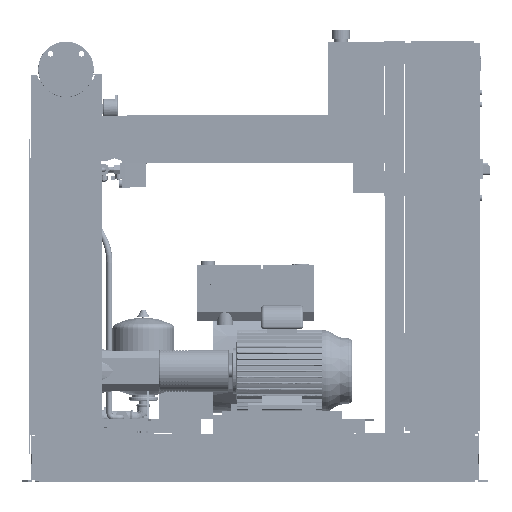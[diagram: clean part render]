
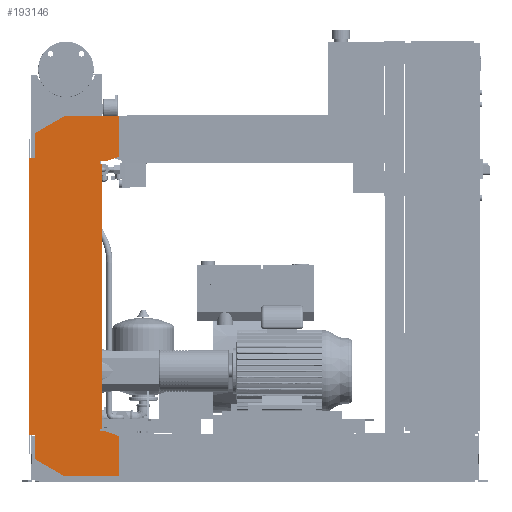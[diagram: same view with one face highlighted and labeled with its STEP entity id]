
A CAD part, front view. The second image highlights one B-rep face of the part: STEP entity #193146.
In plain terms, the highlighted free-form (B-spline) face has degree [1, 1] with [2, 2] control points.
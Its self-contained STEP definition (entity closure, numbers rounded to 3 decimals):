
#192631=CARTESIAN_POINT('',(-102.0,-565.5,1076.0));
#192632=VERTEX_POINT('',#192631);
#192639=CARTESIAN_POINT('',(-102.0,-565.5,1158.574));
#192640=VERTEX_POINT('',#192639);
#192641=CARTESIAN_POINT('',(-102.0,-565.5,1076.0));
#192642=DIRECTION('',(0.0,0.0,1.0));
#192643=VECTOR('',#192642,82.574);
#192644=LINE('',#192641,#192643);
#192645=EDGE_CURVE('',#192632,#192640,#192644,.T.);
#192663=CARTESIAN_POINT('',(-6.,-565.5,1214.0));
#192664=VERTEX_POINT('',#192663);
#192665=CARTESIAN_POINT('',(-102.0,-565.5,1158.574));
#192666=DIRECTION('',(0.866,0.0,0.5));
#192667=VECTOR('',#192666,110.851);
#192668=LINE('',#192665,#192667);
#192669=EDGE_CURVE('',#192640,#192664,#192668,.T.);
#192687=CARTESIAN_POINT('',(177.0,-565.5,1214.0));
#192688=VERTEX_POINT('',#192687);
#192689=CARTESIAN_POINT('',(-6.,-565.5,1214.0));
#192690=DIRECTION('',(1.0,0.0,0.0));
#192691=VECTOR('',#192690,183.0);
#192692=LINE('',#192689,#192691);
#192693=EDGE_CURVE('',#192664,#192688,#192692,.T.);
#192711=CARTESIAN_POINT('',(177.0,-565.5,1080.379));
#192712=VERTEX_POINT('',#192711);
#192713=CARTESIAN_POINT('',(177.0,-565.5,1214.0));
#192714=DIRECTION('',(0.0,0.0,-1.0));
#192715=VECTOR('',#192714,133.621);
#192716=LINE('',#192713,#192715);
#192717=EDGE_CURVE('',#192688,#192712,#192716,.T.);
#192735=CARTESIAN_POINT('',(132.,-565.5,1064.0));
#192736=VERTEX_POINT('',#192735);
#192737=CARTESIAN_POINT('',(177.0,-565.5,1080.379));
#192738=DIRECTION('',(-0.94,0.0,-0.342));
#192739=VECTOR('',#192738,47.888);
#192740=LINE('',#192737,#192739);
#192741=EDGE_CURVE('',#192712,#192736,#192740,.T.);
#192759=CARTESIAN_POINT('',(112.0,-565.5,1064.0));
#192760=VERTEX_POINT('',#192759);
#192761=CARTESIAN_POINT('',(132.,-565.5,1064.0));
#192762=DIRECTION('',(-1.0,0.0,0.0));
#192763=VECTOR('',#192762,20.);
#192764=LINE('',#192761,#192763);
#192765=EDGE_CURVE('',#192736,#192760,#192764,.T.);
#192783=CARTESIAN_POINT('',(112.0,-565.5,1056.0));
#192784=VERTEX_POINT('',#192783);
#192785=CARTESIAN_POINT('',(112.0,-565.5,1064.0));
#192786=DIRECTION('',(0.0,0.0,-1.0));
#192787=VECTOR('',#192786,8.0);
#192788=LINE('',#192785,#192787);
#192789=EDGE_CURVE('',#192760,#192784,#192788,.T.);
#192807=CARTESIAN_POINT('',(120.,-565.5,1056.0));
#192808=VERTEX_POINT('',#192807);
#192809=CARTESIAN_POINT('',(112.0,-565.5,1056.0));
#192810=DIRECTION('',(1.0,0.0,0.0));
#192811=VECTOR('',#192810,8.);
#192812=LINE('',#192809,#192811);
#192813=EDGE_CURVE('',#192784,#192808,#192812,.T.);
#192831=CARTESIAN_POINT('',(120.,-565.5,176.));
#192832=VERTEX_POINT('',#192831);
#192843=CARTESIAN_POINT('',(120.,-565.5,1056.0));
#192844=DIRECTION('',(0.0,0.0,-1.0));
#192845=VECTOR('',#192844,880.);
#192846=LINE('',#192843,#192845);
#192847=EDGE_CURVE('',#192808,#192832,#192846,.T.);
#192861=CARTESIAN_POINT('',(112.,-565.5,176.));
#192862=VERTEX_POINT('',#192861);
#192863=CARTESIAN_POINT('',(120.,-565.5,176.));
#192864=DIRECTION('',(-1.0,0.0,0.0));
#192865=VECTOR('',#192864,8.);
#192866=LINE('',#192863,#192865);
#192867=EDGE_CURVE('',#192832,#192862,#192866,.T.);
#192885=CARTESIAN_POINT('',(112.,-565.5,168.));
#192886=VERTEX_POINT('',#192885);
#192887=CARTESIAN_POINT('',(112.,-565.5,176.));
#192888=DIRECTION('',(0.0,0.0,-1.0));
#192889=VECTOR('',#192888,8.0);
#192890=LINE('',#192887,#192889);
#192891=EDGE_CURVE('',#192862,#192886,#192890,.T.);
#192909=CARTESIAN_POINT('',(132.,-565.5,168.));
#192910=VERTEX_POINT('',#192909);
#192911=CARTESIAN_POINT('',(112.,-565.5,168.));
#192912=DIRECTION('',(1.0,0.0,0.0));
#192913=VECTOR('',#192912,20.0);
#192914=LINE('',#192911,#192913);
#192915=EDGE_CURVE('',#192886,#192910,#192914,.T.);
#192933=CARTESIAN_POINT('',(177.,-565.5,151.621));
#192934=VERTEX_POINT('',#192933);
#192935=CARTESIAN_POINT('',(132.,-565.5,168.));
#192936=DIRECTION('',(0.94,0.0,-0.342));
#192937=VECTOR('',#192936,47.888);
#192938=LINE('',#192935,#192937);
#192939=EDGE_CURVE('',#192910,#192934,#192938,.T.);
#192957=CARTESIAN_POINT('',(177.,-565.5,18.0));
#192958=VERTEX_POINT('',#192957);
#192959=CARTESIAN_POINT('',(177.,-565.5,151.621));
#192960=DIRECTION('',(0.0,0.0,-1.0));
#192961=VECTOR('',#192960,133.621);
#192962=LINE('',#192959,#192961);
#192963=EDGE_CURVE('',#192934,#192958,#192962,.T.);
#192981=CARTESIAN_POINT('',(-4.,-565.5,18.0));
#192982=VERTEX_POINT('',#192981);
#192983=CARTESIAN_POINT('',(177.,-565.5,18.0));
#192984=DIRECTION('',(-1.0,0.0,0.0));
#192985=VECTOR('',#192984,181.);
#192986=LINE('',#192983,#192985);
#192987=EDGE_CURVE('',#192958,#192982,#192986,.T.);
#193005=CARTESIAN_POINT('',(-102.,-565.5,74.58));
#193006=VERTEX_POINT('',#193005);
#193007=CARTESIAN_POINT('',(-4.,-565.5,18.0));
#193008=DIRECTION('',(-0.866,0.0,0.5));
#193009=VECTOR('',#193008,113.161);
#193010=LINE('',#193007,#193009);
#193011=EDGE_CURVE('',#192982,#193006,#193010,.T.);
#193029=CARTESIAN_POINT('',(-102.,-565.5,156.0));
#193030=VERTEX_POINT('',#193029);
#193031=CARTESIAN_POINT('',(-102.,-565.5,74.58));
#193032=DIRECTION('',(0.0,0.0,1.0));
#193033=VECTOR('',#193032,81.42);
#193034=LINE('',#193031,#193033);
#193035=EDGE_CURVE('',#193006,#193030,#193034,.T.);
#193053=CARTESIAN_POINT('',(-122.,-565.5,156.0));
#193054=VERTEX_POINT('',#193053);
#193055=CARTESIAN_POINT('',(-102.,-565.5,156.0));
#193056=DIRECTION('',(-1.0,0.0,0.0));
#193057=VECTOR('',#193056,20.0);
#193058=LINE('',#193055,#193057);
#193059=EDGE_CURVE('',#193030,#193054,#193058,.T.);
#193077=CARTESIAN_POINT('',(-122.0,-565.5,1076.0));
#193078=VERTEX_POINT('',#193077);
#193091=CARTESIAN_POINT('',(-122.,-565.5,156.0));
#193092=DIRECTION('',(0.0,0.0,1.0));
#193093=VECTOR('',#193092,920.0);
#193094=LINE('',#193091,#193093);
#193095=EDGE_CURVE('',#193054,#193078,#193094,.T.);
#193109=CARTESIAN_POINT('',(-122.0,-565.5,1076.0));
#193110=DIRECTION('',(1.0,0.0,0.0));
#193111=VECTOR('',#193110,20.0);
#193112=LINE('',#193109,#193111);
#193113=EDGE_CURVE('',#193078,#192632,#193112,.T.);
#193119=CARTESIAN_POINT('',(-122.,-565.5,18.0));
#193120=CARTESIAN_POINT('',(177.0,-565.5,18.0));
#193121=CARTESIAN_POINT('',(-122.,-565.5,1214.0));
#193122=CARTESIAN_POINT('',(177.0,-565.5,1214.0));
#193123=B_SPLINE_SURFACE_WITH_KNOTS('',1,1,((#193119,#193121),(#193120,#193122)),.UNSPECIFIED.,.F.,.F.,.U.,(2,2),(2,2),(0.0,299.),(0.0,1196.0),.UNSPECIFIED.);
#193124=ORIENTED_EDGE('',*,*,#193113,.F.);
#193125=ORIENTED_EDGE('',*,*,#193095,.F.);
#193126=ORIENTED_EDGE('',*,*,#193059,.F.);
#193127=ORIENTED_EDGE('',*,*,#193035,.F.);
#193128=ORIENTED_EDGE('',*,*,#193011,.F.);
#193129=ORIENTED_EDGE('',*,*,#192987,.F.);
#193130=ORIENTED_EDGE('',*,*,#192963,.F.);
#193131=ORIENTED_EDGE('',*,*,#192939,.F.);
#193132=ORIENTED_EDGE('',*,*,#192915,.F.);
#193133=ORIENTED_EDGE('',*,*,#192891,.F.);
#193134=ORIENTED_EDGE('',*,*,#192867,.F.);
#193135=ORIENTED_EDGE('',*,*,#192847,.F.);
#193136=ORIENTED_EDGE('',*,*,#192813,.F.);
#193137=ORIENTED_EDGE('',*,*,#192789,.F.);
#193138=ORIENTED_EDGE('',*,*,#192765,.F.);
#193139=ORIENTED_EDGE('',*,*,#192741,.F.);
#193140=ORIENTED_EDGE('',*,*,#192717,.F.);
#193141=ORIENTED_EDGE('',*,*,#192693,.F.);
#193142=ORIENTED_EDGE('',*,*,#192669,.F.);
#193143=ORIENTED_EDGE('',*,*,#192645,.F.);
#193144=EDGE_LOOP('',(#193124,#193125,#193126,#193127,#193128,#193129,#193130,#193131,#193132,#193133,#193134,#193135,#193136,#193137,#193138,#193139,#193140,#193141,#193142,#193143));
#193145=FACE_OUTER_BOUND('',#193144,.T.);
#193146=ADVANCED_FACE('',(#193145),#193123,.T.);
